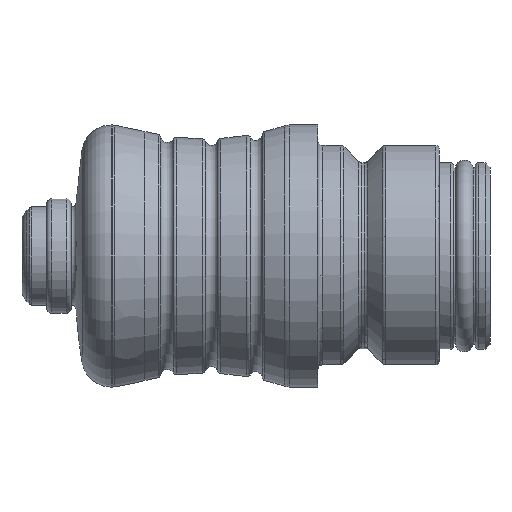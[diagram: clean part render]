
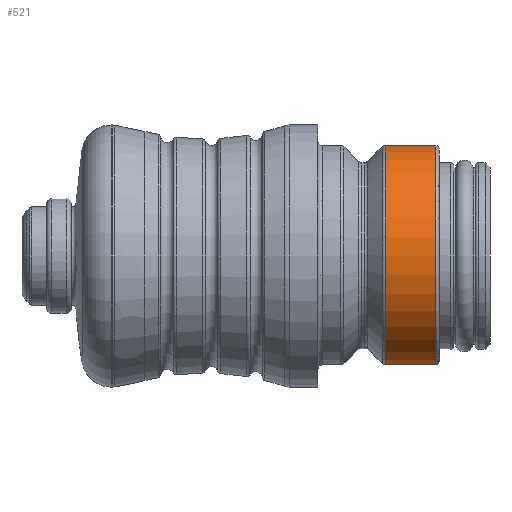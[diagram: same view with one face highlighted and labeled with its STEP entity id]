
A CAD part, front view. The second image highlights one B-rep face of the part: STEP entity #521.
In plain terms, the highlighted cylindrical face has radius 6.75 mm (diameter 13.5 mm), a partial arc.
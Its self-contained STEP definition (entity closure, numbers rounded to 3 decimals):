
#337=CYLINDRICAL_SURFACE('',#1683,6.75);
#521=ADVANCED_FACE('',(#637),#337,.T.);
#637=FACE_OUTER_BOUND('',#692,.T.);
#692=EDGE_LOOP('',(#940,#941,#942,#943));
#836=LINE('',#2388,#884);
#837=LINE('',#2392,#885);
#884=VECTOR('',#1899,1.);
#885=VECTOR('',#1902,1.);
#940=ORIENTED_EDGE('',*,*,#1403,.T.);
#941=ORIENTED_EDGE('',*,*,#1404,.T.);
#942=ORIENTED_EDGE('',*,*,#1405,.T.);
#943=ORIENTED_EDGE('',*,*,#1406,.T.);
#1282=VERTEX_POINT('',#2386);
#1283=VERTEX_POINT('',#2387);
#1284=VERTEX_POINT('',#2389);
#1285=VERTEX_POINT('',#2391);
#1403=EDGE_CURVE('',#1282,#1283,#1570,.T.);
#1404=EDGE_CURVE('',#1283,#1284,#836,.T.);
#1405=EDGE_CURVE('',#1284,#1285,#1571,.T.);
#1406=EDGE_CURVE('',#1285,#1282,#837,.T.);
#1570=CIRCLE('',#1681,6.75);
#1571=CIRCLE('',#1682,6.75);
#1681=AXIS2_PLACEMENT_3D('',#2385,#1897,#1898);
#1682=AXIS2_PLACEMENT_3D('',#2390,#1900,#1901);
#1683=AXIS2_PLACEMENT_3D('',#2393,#1903,#1904);
#1897=DIRECTION('',(1.,0.,0.));
#1898=DIRECTION('',(0.,0.,-1.));
#1899=DIRECTION('',(1.,0.,0.));
#1900=DIRECTION('',(-1.,0.,0.));
#1901=DIRECTION('',(0.,0.,1.));
#1902=DIRECTION('',(-1.,0.,0.));
#1903=DIRECTION('',(-1.,0.,0.));
#1904=DIRECTION('',(0.,0.,1.));
#2385=CARTESIAN_POINT('',(18.54,0.,0.));
#2386=CARTESIAN_POINT('',(18.54,1.2,-6.642));
#2387=CARTESIAN_POINT('',(18.54,-1.2,-6.642));
#2388=CARTESIAN_POINT('',(-3.65,-1.2,-6.642));
#2389=CARTESIAN_POINT('',(21.616,-1.2,-6.642));
#2390=CARTESIAN_POINT('',(21.616,0.,0.));
#2391=CARTESIAN_POINT('',(21.616,1.2,-6.642));
#2392=CARTESIAN_POINT('',(-3.65,1.2,-6.642));
#2393=CARTESIAN_POINT('',(-3.65,0.,0.));
